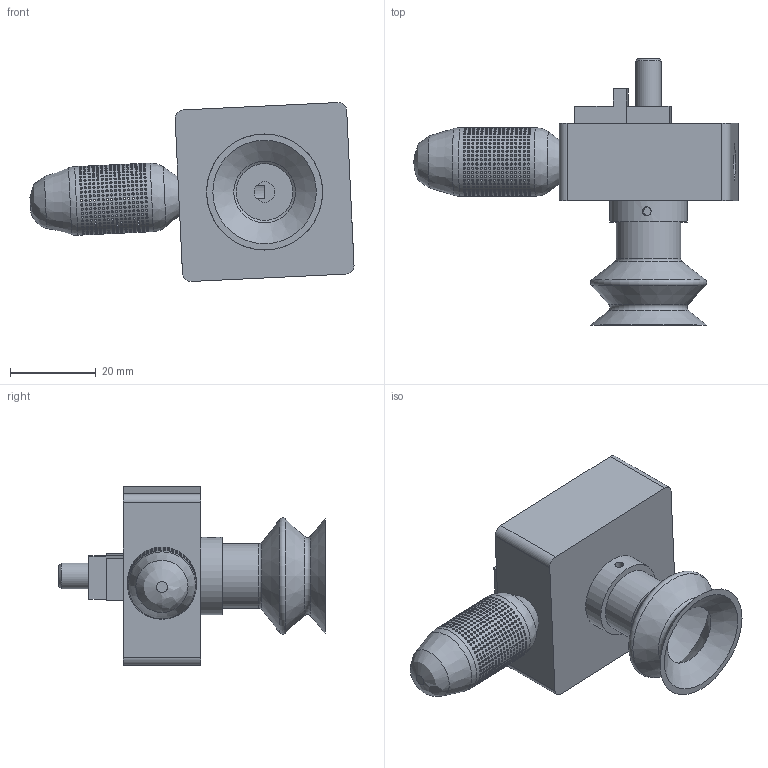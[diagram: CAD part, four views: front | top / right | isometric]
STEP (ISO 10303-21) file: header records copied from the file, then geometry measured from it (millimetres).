
FILE_DESCRIPTION(/* description */ (''),/* implementation_level */ '2;1');
FILE_NAME(/* name */ 'Assieme_ventosa.stp',/* time_stamp */ '2024-11-15T11:26:19+01:00',/* author */ ('18907419'),/* organization */ (''),/* preprocessor_version */ 'ST-DEVELOPER v18.1',/* originating_system */ 'Autodesk Inventor 2022',/* authorisation */ '');
FILE_SCHEMA (('AUTOMOTIVE_DESIGN { 1 0 10303 214 3 1 1 }'));
Products named in the file (5): Assieme_ventosa; ventosa 27 mm; piastra_ventosa; blocco_ventosa_cilindro; silenziatore
Assembly tree (4 placements, depth 2):
  Assieme_ventosa
    ventosa 27 mm
    piastra_ventosa
    blocco_ventosa_cilindro
    silenziatore
Bounding box: 75.47 x 62 x 41.66 mm (x, y, z)
Volume: 35320.6 mm3; surface area: 21429.7 mm2
Topology: 4 solids, 4 shells, 897 faces, 5853 edges, 4160 vertices
Faces by surface type: cylinder 838, plane 42, cone 11, torus 3, bspline 3
Full cylindrical faces by diameter (mm): 0.5 x800, 2.013 x1, 2.459 x1, 3.2 x1, 4.763 x1, 5 x17, 6 x1, 8.566 x2, 9 x1, 13.2 x1, 15 x1, 16 x1, 18 x1
Entity records: 94139 total; most frequent: CARTESIAN_POINT 53987, ORIENTED_EDGE 11690, EDGE_CURVE 5845, DIRECTION 4493, VERTEX_POINT 4146, B_SPLINE_CURVE_WITH_KNOTS 4032, AXIS2_PLACEMENT_3D 1776, EDGE_LOOP 1699
